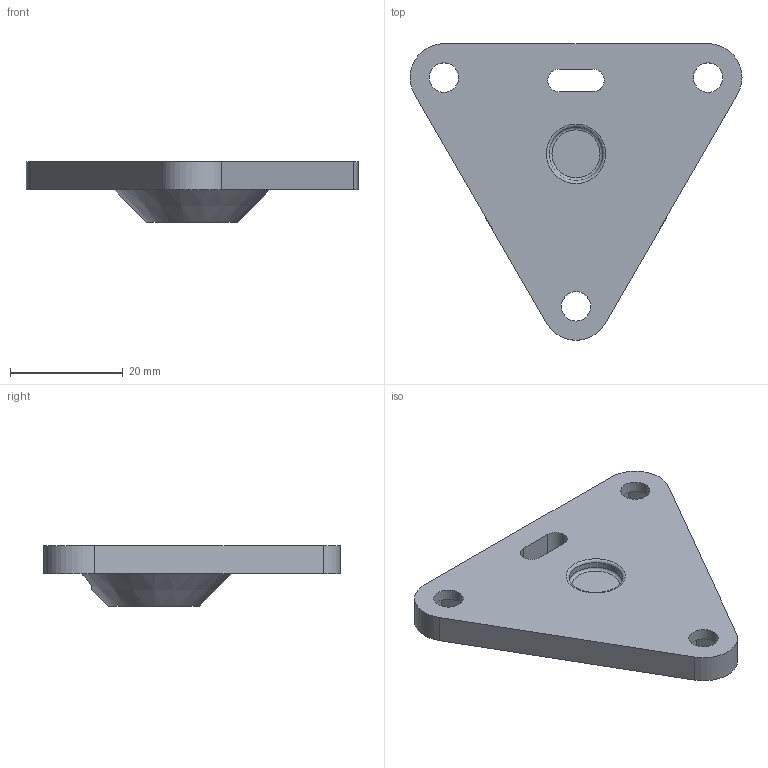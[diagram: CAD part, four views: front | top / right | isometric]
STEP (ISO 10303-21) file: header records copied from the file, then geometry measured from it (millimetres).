
FILE_DESCRIPTION(/* description */ ('Alibre Inc.'),/* implementation_level */ '2;1');
FILE_NAME(/* name */ 'export0',/* time_stamp */ '2015-07-05T23:15:09+12:00',/* author */ (''),/* organization */ (''),/* preprocessor_version */ 'ST-DEVELOPER v14',/* originating_system */ 'Alibre',/* authorisation */ '');
FILE_SCHEMA (('CONFIG_CONTROL_DESIGN'));
Length unit declared in the file: centimetre
Products named in the file (1): ID_1
Bounding box: 58.77 x 52.5 x 10.72 mm (x, y, z)
Volume: 10010.5 mm3; surface area: 5435.9 mm2
Topology: 1 solids, 1 shells, 46 faces, 113 edges, 75 vertices
Faces by surface type: plane 32, cylinder 10, cone 2, torus 2
Full cylindrical faces by diameter (mm): 5.2 x3, 6 x1, 9.5 x1
Entity records: 1428 total; most frequent: CARTESIAN_POINT 297, ORIENTED_EDGE 204, DIRECTION 183, EDGE_CURVE 102, VECTOR 73, LINE 73, VERTEX_POINT 73, AXIS2_PLACEMENT_3D 72
